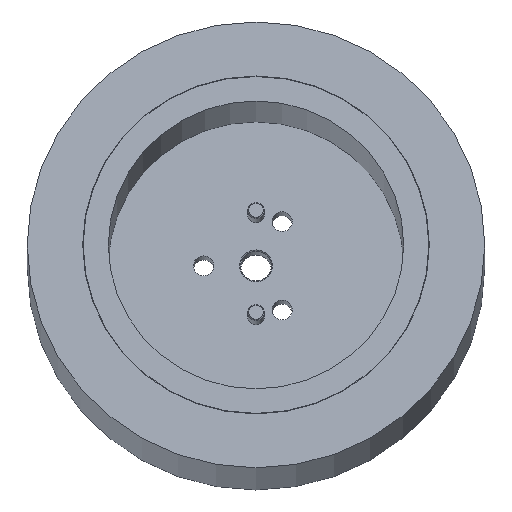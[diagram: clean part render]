
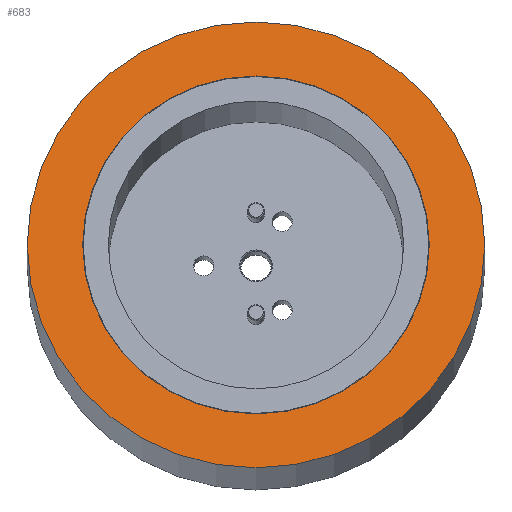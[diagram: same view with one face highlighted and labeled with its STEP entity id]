
A CAD part, top view. The second image highlights one B-rep face of the part: STEP entity #683.
In plain terms, the highlighted face is planar.
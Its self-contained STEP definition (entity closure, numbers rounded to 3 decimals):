
#54 = CARTESIAN_POINT ( 'NONE',  ( 0., 0., 0. ) ) ;
#59 = PLANE ( 'NONE',  #696 ) ;
#74 = CARTESIAN_POINT ( 'NONE',  ( 0., 0., 22.5 ) ) ;
#136 = DIRECTION ( 'NONE',  ( 0., 1., 0. ) ) ;
#148 = AXIS2_PLACEMENT_3D ( 'NONE', #1057, #279, #1281 ) ;
#189 = AXIS2_PLACEMENT_3D ( 'NONE', #1114, #1005, #437 ) ;
#260 = CARTESIAN_POINT ( 'NONE',  ( 0., 0., 0. ) ) ;
#262 = EDGE_CURVE ( 'NONE', #426, #1305, #1329, .T. ) ;
#279 = DIRECTION ( 'NONE',  ( 0., 1., 0. ) ) ;
#363 = CARTESIAN_POINT ( 'NONE',  ( 0., 0., 17. ) ) ;
#418 = DIRECTION ( 'NONE',  ( 0., 1., 0. ) ) ;
#426 = VERTEX_POINT ( 'NONE', #363 ) ;
#437 = DIRECTION ( 'NONE',  ( 0., 0., 1. ) ) ;
#491 = EDGE_CURVE ( 'NONE', #966, #613, #630, .T. ) ;
#493 = CARTESIAN_POINT ( 'NONE',  ( 0., 0., -17. ) ) ;
#516 = EDGE_CURVE ( 'NONE', #1305, #426, #1276, .T. ) ;
#533 = EDGE_CURVE ( 'NONE', #613, #966, #998, .T. ) ;
#613 = VERTEX_POINT ( 'NONE', #1051 ) ;
#615 = DIRECTION ( 'NONE',  ( 0., 0., 1. ) ) ;
#630 = CIRCLE ( 'NONE', #148, 22.5 ) ;
#650 = ORIENTED_EDGE ( 'NONE', *, *, #491, .F. ) ;
#682 = ORIENTED_EDGE ( 'NONE', *, *, #262, .F. ) ;
#683 = ADVANCED_FACE ( 'NONE', ( #801, #1204 ), #59, .F. ) ;
#696 = AXIS2_PLACEMENT_3D ( 'NONE', #54, #418, #1086 ) ;
#801 = FACE_BOUND ( 'NONE', #1201, .T. ) ;
#873 = ORIENTED_EDGE ( 'NONE', *, *, #516, .F. ) ;
#928 = DIRECTION ( 'NONE',  ( 0., -1., 0. ) ) ;
#966 = VERTEX_POINT ( 'NONE', #74 ) ;
#997 = ORIENTED_EDGE ( 'NONE', *, *, #533, .F. ) ;
#998 = CIRCLE ( 'NONE', #1173, 22.5 ) ;
#1005 = DIRECTION ( 'NONE',  ( 0., -1., 0. ) ) ;
#1051 = CARTESIAN_POINT ( 'NONE',  ( 0., 0., -22.5 ) ) ;
#1057 = CARTESIAN_POINT ( 'NONE',  ( 0., 0., 0. ) ) ;
#1086 = DIRECTION ( 'NONE',  ( 0., 0., 1. ) ) ;
#1095 = AXIS2_PLACEMENT_3D ( 'NONE', #260, #928, #615 ) ;
#1099 = EDGE_LOOP ( 'NONE', ( #650, #997 ) ) ;
#1114 = CARTESIAN_POINT ( 'NONE',  ( 0., 0., 0. ) ) ;
#1173 = AXIS2_PLACEMENT_3D ( 'NONE', #1401, #136, #1269 ) ;
#1201 = EDGE_LOOP ( 'NONE', ( #682, #873 ) ) ;
#1204 = FACE_OUTER_BOUND ( 'NONE', #1099, .T. ) ;
#1269 = DIRECTION ( 'NONE',  ( 0., 0., 1. ) ) ;
#1276 = CIRCLE ( 'NONE', #1095, 17. ) ;
#1281 = DIRECTION ( 'NONE',  ( 0., 0., 1. ) ) ;
#1305 = VERTEX_POINT ( 'NONE', #493 ) ;
#1329 = CIRCLE ( 'NONE', #189, 17. ) ;
#1401 = CARTESIAN_POINT ( 'NONE',  ( 0., 0., 0. ) ) ;
